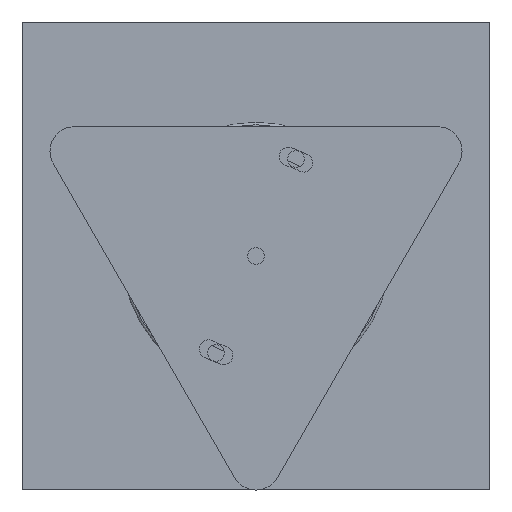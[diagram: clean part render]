
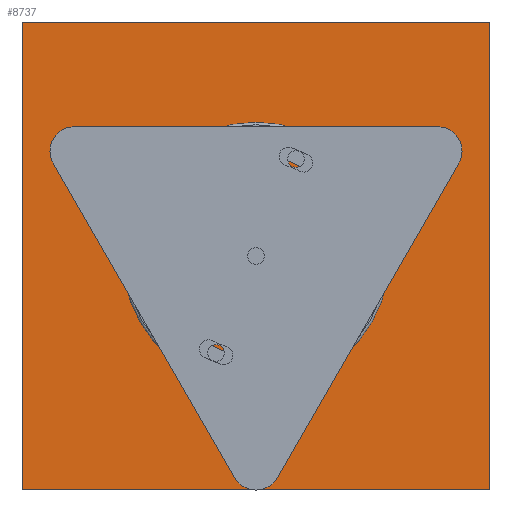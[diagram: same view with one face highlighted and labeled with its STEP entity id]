
A CAD part, front view. The second image highlights one B-rep face of the part: STEP entity #8737.
In plain terms, the highlighted planar face has unit normal (0, -1, 0).
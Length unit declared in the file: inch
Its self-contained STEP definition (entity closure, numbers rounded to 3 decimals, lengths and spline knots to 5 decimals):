
#111=FACE_BOUND('',#1169,.T.);
#297=PLANE('',#9569);
#638=FACE_OUTER_BOUND('',#1168,.T.);
#1168=EDGE_LOOP('',(#6672,#6673,#6674,#6675));
#1169=EDGE_LOOP('',(#6676));
#1696=LINE('',#13858,#2472);
#1700=LINE('',#13866,#2476);
#1703=LINE('',#13872,#2479);
#1706=LINE('',#13877,#2482);
#2472=VECTOR('',#11162,0.3937);
#2476=VECTOR('',#11168,0.3937);
#2479=VECTOR('',#11173,0.3937);
#2482=VECTOR('',#11178,0.3937);
#3292=CIRCLE('',#9451,0.375);
#3808=VERTEX_POINT('',#13539);
#3911=VERTEX_POINT('',#13856);
#3912=VERTEX_POINT('',#13857);
#3915=VERTEX_POINT('',#13865);
#3917=VERTEX_POINT('',#13871);
#4768=EDGE_CURVE('',#3808,#3808,#3292,.T.);
#4922=EDGE_CURVE('',#3911,#3912,#1696,.T.);
#4926=EDGE_CURVE('',#3912,#3915,#1700,.T.);
#4929=EDGE_CURVE('',#3915,#3917,#1703,.T.);
#4932=EDGE_CURVE('',#3917,#3911,#1706,.T.);
#6672=ORIENTED_EDGE('',*,*,#4932,.T.);
#6673=ORIENTED_EDGE('',*,*,#4922,.T.);
#6674=ORIENTED_EDGE('',*,*,#4926,.T.);
#6675=ORIENTED_EDGE('',*,*,#4929,.T.);
#6676=ORIENTED_EDGE('',*,*,#4768,.T.);
#8737=ADVANCED_FACE('',(#638,#111),#297,.F.);
#9451=AXIS2_PLACEMENT_3D('',#13541,#10835,#10836);
#9569=AXIS2_PLACEMENT_3D('',#13880,#11182,#11183);
#10835=DIRECTION('center_axis',(0.,1.,0.));
#10836=DIRECTION('ref_axis',(-1.,0.,0.));
#11162=DIRECTION('',(0.,0.,1.));
#11168=DIRECTION('',(-1.,0.,0.));
#11173=DIRECTION('',(0.,0.,-1.));
#11178=DIRECTION('',(1.,0.,0.));
#11182=DIRECTION('center_axis',(0.,1.,0.));
#11183=DIRECTION('ref_axis',(1.,0.,0.));
#13539=CARTESIAN_POINT('',(0.375,0.,0.));
#13541=CARTESIAN_POINT('Origin',(0.,0.,0.));
#13856=CARTESIAN_POINT('',(10.5625,0.,-10.5625));
#13857=CARTESIAN_POINT('',(10.5625,0.,10.5625));
#13858=CARTESIAN_POINT('',(10.5625,0.,-10.5625));
#13865=CARTESIAN_POINT('',(-10.5625,0.,10.5625));
#13866=CARTESIAN_POINT('',(10.5625,0.,10.5625));
#13871=CARTESIAN_POINT('',(-10.5625,0.,-10.5625));
#13872=CARTESIAN_POINT('',(-10.5625,0.,10.5625));
#13877=CARTESIAN_POINT('',(-10.5625,0.,-10.5625));
#13880=CARTESIAN_POINT('Origin',(0.,0.,0.));
